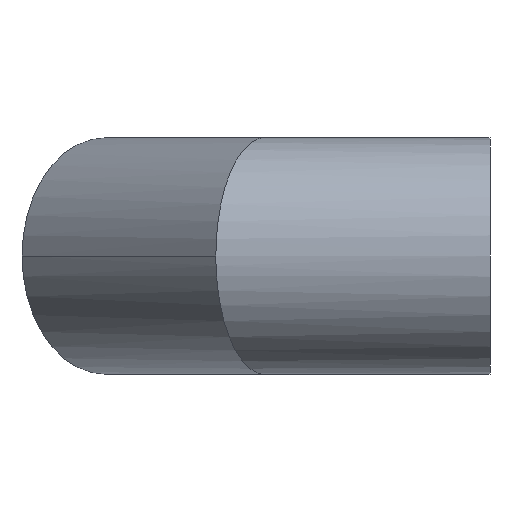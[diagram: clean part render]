
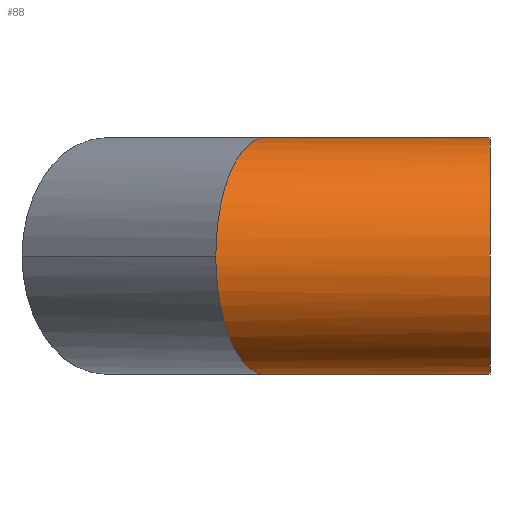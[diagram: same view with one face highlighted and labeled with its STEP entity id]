
A CAD part, left-side view. The second image highlights one B-rep face of the part: STEP entity #88.
In plain terms, the highlighted cylindrical face has radius 80.01 mm (diameter 160.02 mm), a partial arc.
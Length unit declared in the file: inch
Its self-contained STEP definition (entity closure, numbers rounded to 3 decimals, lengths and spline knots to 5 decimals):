
#1 = CARTESIAN_POINT ( 'NONE',  ( -1.84523, 6.76432, -3.15 ) ) ;
#42 = EDGE_CURVE ( 'NONE', #387, #55, #143, .T. ) ;
#55 = VERTEX_POINT ( 'NONE', #218 ) ;
#61 = EDGE_CURVE ( 'NONE', #138, #55, #340, .T. ) ;
#64 = CARTESIAN_POINT ( 'NONE',  ( 0., 6., -3.15 ) ) ;
#76 = EDGE_CURVE ( 'NONE', #292, #318, #204, .T. ) ;
#88 = ADVANCED_FACE ( 'NONE', ( #115 ), #117, .T. ) ;
#115 = FACE_OUTER_BOUND ( 'NONE', #283, .T. ) ;
#116 = CARTESIAN_POINT ( 'NONE',  ( 0., 6., 3.15 ) ) ;
#117 = CYLINDRICAL_SURFACE ( 'NONE', #128, 3.15 ) ;
#128 = AXIS2_PLACEMENT_3D ( 'NONE', #173, #150, #201 ) ;
#138 = VERTEX_POINT ( 'NONE', #116 ) ;
#143 = CIRCLE ( 'NONE', #223, 3.15 ) ;
#150 = DIRECTION ( 'NONE',  ( 0., -1., 0. ) ) ;
#161 = ORIENTED_EDGE ( 'NONE', *, *, #61, .F. ) ;
#167 = CARTESIAN_POINT ( 'NONE',  ( -3.15, 7.30477, 0. ) ) ;
#170 = CARTESIAN_POINT ( 'NONE',  ( -3.15, 7.30477, -1.84523 ) ) ;
#173 = CARTESIAN_POINT ( 'NONE',  ( 0., 14.90955, 0. ) ) ;
#179 = CARTESIAN_POINT ( 'NONE',  ( 0., 6., -3.15 ) ) ;
#201 = DIRECTION ( 'NONE',  ( 0., 0., -1. ) ) ;
#204 =( BOUNDED_CURVE ( )  B_SPLINE_CURVE ( 3, ( #179, #1, #170, #167 ),
 .UNSPECIFIED., .F., .F. ) 
 B_SPLINE_CURVE_WITH_KNOTS ( ( 4, 4 ),
 ( 1.5708, 3.14159 ),
 .UNSPECIFIED. ) 
 CURVE ( )  GEOMETRIC_REPRESENTATION_ITEM ( )  RATIONAL_B_SPLINE_CURVE ( ( 1., 0.805, 0.805, 1. ) ) 
 REPRESENTATION_ITEM ( '' )  );
#206 = CARTESIAN_POINT ( 'NONE',  ( 0., 14.90955, 3.15 ) ) ;
#209 = DIRECTION ( 'NONE',  ( 0., -1., 0. ) ) ;
#218 = CARTESIAN_POINT ( 'NONE',  ( 0., 0., 3.15 ) ) ;
#223 = AXIS2_PLACEMENT_3D ( 'NONE', #251, #248, #238 ) ;
#238 = DIRECTION ( 'NONE',  ( 0., 0., 1. ) ) ;
#239 =( BOUNDED_CURVE ( )  B_SPLINE_CURVE ( 3, ( #326, #315, #312, #310 ),
 .UNSPECIFIED., .F., .F. ) 
 B_SPLINE_CURVE_WITH_KNOTS ( ( 4, 4 ),
 ( 3.14159, 4.71239 ),
 .UNSPECIFIED. ) 
 CURVE ( )  GEOMETRIC_REPRESENTATION_ITEM ( )  RATIONAL_B_SPLINE_CURVE ( ( 1., 0.805, 0.805, 1. ) ) 
 REPRESENTATION_ITEM ( '' )  );
#246 = ORIENTED_EDGE ( 'NONE', *, *, #76, .F. ) ;
#248 = DIRECTION ( 'NONE',  ( 0., 1., 0. ) ) ;
#251 = CARTESIAN_POINT ( 'NONE',  ( 0., 0., 0. ) ) ;
#260 = CARTESIAN_POINT ( 'NONE',  ( 0., 14.90955, -3.15 ) ) ;
#265 = CARTESIAN_POINT ( 'NONE',  ( 0., 0., -3.15 ) ) ;
#266 = ORIENTED_EDGE ( 'NONE', *, *, #270, .T. ) ;
#270 = EDGE_CURVE ( 'NONE', #292, #387, #338, .T. ) ;
#272 = VECTOR ( 'NONE', #304, 39.37008 ) ;
#274 = ORIENTED_EDGE ( 'NONE', *, *, #349, .F. ) ;
#275 = VECTOR ( 'NONE', #209, 39.37008 ) ;
#283 = EDGE_LOOP ( 'NONE', ( #161, #274, #246, #266, #328 ) ) ;
#292 = VERTEX_POINT ( 'NONE', #64 ) ;
#304 = DIRECTION ( 'NONE',  ( 0., -1., 0. ) ) ;
#310 = CARTESIAN_POINT ( 'NONE',  ( 0., 6., 3.15 ) ) ;
#312 = CARTESIAN_POINT ( 'NONE',  ( -1.84523, 6.76432, 3.15 ) ) ;
#315 = CARTESIAN_POINT ( 'NONE',  ( -3.15, 7.30477, 1.84523 ) ) ;
#318 = VERTEX_POINT ( 'NONE', #358 ) ;
#326 = CARTESIAN_POINT ( 'NONE',  ( -3.15, 7.30477, 0. ) ) ;
#328 = ORIENTED_EDGE ( 'NONE', *, *, #42, .T. ) ;
#338 = LINE ( 'NONE', #260, #272 ) ;
#340 = LINE ( 'NONE', #206, #275 ) ;
#349 = EDGE_CURVE ( 'NONE', #318, #138, #239, .T. ) ;
#358 = CARTESIAN_POINT ( 'NONE',  ( -3.15, 7.30477, 0. ) ) ;
#387 = VERTEX_POINT ( 'NONE', #265 ) ;
